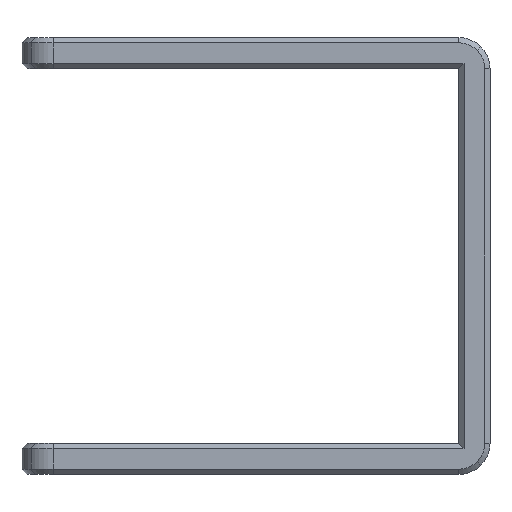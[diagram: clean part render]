
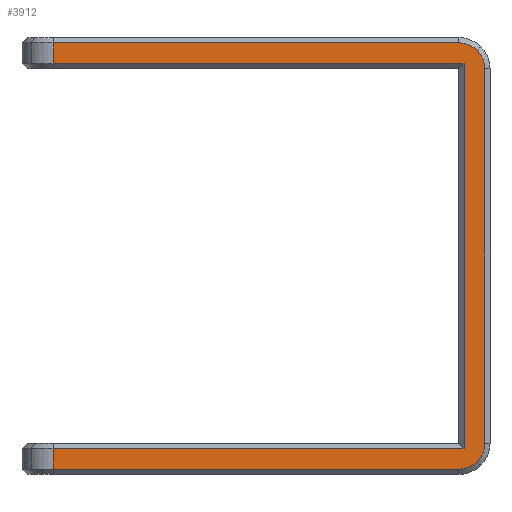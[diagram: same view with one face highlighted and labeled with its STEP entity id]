
A CAD part, left-side view. The second image highlights one B-rep face of the part: STEP entity #3912.
In plain terms, the highlighted planar face has unit normal (-1, 0, 0).
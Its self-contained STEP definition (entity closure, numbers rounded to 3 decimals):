
#114 = AXIS2_PLACEMENT_3D ( 'NONE', #2774, #439, #546 ) ;
#242 = LINE ( 'NONE', #1309, #3645 ) ;
#260 = CIRCLE ( 'NONE', #2826, 2.5 ) ;
#285 = VECTOR ( 'NONE', #1266, 1000. ) ;
#439 = DIRECTION ( 'NONE',  ( 1., 0., 0. ) ) ;
#449 = LINE ( 'NONE', #2721, #1991 ) ;
#546 = DIRECTION ( 'NONE',  ( 0., -0.707, -0.707 ) ) ;
#583 = EDGE_CURVE ( 'NONE', #4670, #930, #260, .T. ) ;
#614 = ORIENTED_EDGE ( 'NONE', *, *, #4195, .F. ) ;
#647 = DIRECTION ( 'NONE',  ( 0., -0.707, 0.707 ) ) ;
#829 = FACE_OUTER_BOUND ( 'NONE', #4375, .T. ) ;
#930 = VERTEX_POINT ( 'NONE', #3963 ) ;
#939 = CIRCLE ( 'NONE', #114, 2.5 ) ;
#1072 = CARTESIAN_POINT ( 'NONE',  ( 0., 39., 39.5 ) ) ;
#1245 = EDGE_CURVE ( 'NONE', #2053, #6267, #449, .T. ) ;
#1266 = DIRECTION ( 'NONE',  ( 0., -1., 0. ) ) ;
#1309 = CARTESIAN_POINT ( 'NONE',  ( 0., 31.5, 0.5 ) ) ;
#1359 = EDGE_CURVE ( 'NONE', #5798, #5673, #2856, .T. ) ;
#1376 = DIRECTION ( 'NONE',  ( 0., 0., 1. ) ) ;
#1612 = VERTEX_POINT ( 'NONE', #5483 ) ;
#1801 = CARTESIAN_POINT ( 'NONE',  ( 0., 39., 0. ) ) ;
#1816 = ORIENTED_EDGE ( 'NONE', *, *, #6061, .F. ) ;
#1820 = DIRECTION ( 'NONE',  ( 0., 1., 0. ) ) ;
#1950 = ORIENTED_EDGE ( 'NONE', *, *, #1359, .F. ) ;
#1971 = CARTESIAN_POINT ( 'NONE',  ( 0., -1.768, 1.232 ) ) ;
#1991 = VECTOR ( 'NONE', #4366, 1000. ) ;
#2053 = VERTEX_POINT ( 'NONE', #3826 ) ;
#2305 = VERTEX_POINT ( 'NONE', #6966 ) ;
#2312 = LINE ( 'NONE', #1801, #3255 ) ;
#2384 = ORIENTED_EDGE ( 'NONE', *, *, #7184, .F. ) ;
#2403 = CARTESIAN_POINT ( 'NONE',  ( 0., 31.5, 2.5 ) ) ;
#2640 = CARTESIAN_POINT ( 'NONE',  ( 0., 39., 2.5 ) ) ;
#2686 = ORIENTED_EDGE ( 'NONE', *, *, #3929, .F. ) ;
#2718 = DIRECTION ( 'NONE',  ( 0., 0., 1. ) ) ;
#2721 = CARTESIAN_POINT ( 'NONE',  ( 0., -2.5, 0. ) ) ;
#2774 = CARTESIAN_POINT ( 'NONE',  ( 0., 0., 3. ) ) ;
#2826 = AXIS2_PLACEMENT_3D ( 'NONE', #3681, #4817, #5911 ) ;
#2850 = CIRCLE ( 'NONE', #4842, 2.5 ) ;
#2856 = LINE ( 'NONE', #5051, #3040 ) ;
#2907 = CARTESIAN_POINT ( 'NONE',  ( 0., 39., 41.5 ) ) ;
#2931 = VERTEX_POINT ( 'NONE', #2640 ) ;
#3007 = CARTESIAN_POINT ( 'NONE',  ( 0., 21., 41.5 ) ) ;
#3040 = VECTOR ( 'NONE', #3489, 1000. ) ;
#3255 = VECTOR ( 'NONE', #4065, 1000. ) ;
#3256 = EDGE_CURVE ( 'NONE', #5673, #4934, #3800, .T. ) ;
#3289 = CARTESIAN_POINT ( 'NONE',  ( 0., 39., 20.25 ) ) ;
#3347 = CARTESIAN_POINT ( 'NONE',  ( 0., -1.768, 40.768 ) ) ;
#3369 = CARTESIAN_POINT ( 'NONE',  ( 0., -0.5, 1.5 ) ) ;
#3489 = DIRECTION ( 'NONE',  ( 0., 1., 0. ) ) ;
#3560 = CIRCLE ( 'NONE', #4138, 2.5 ) ;
#3569 = ORIENTED_EDGE ( 'NONE', *, *, #3256, .F. ) ;
#3645 = VECTOR ( 'NONE', #1820, 1000. ) ;
#3681 = CARTESIAN_POINT ( 'NONE',  ( 0., 0., 3. ) ) ;
#3723 = DIRECTION ( 'NONE',  ( 0., 0., 1. ) ) ;
#3800 = LINE ( 'NONE', #3289, #5634 ) ;
#3813 = ORIENTED_EDGE ( 'NONE', *, *, #583, .F. ) ;
#3826 = CARTESIAN_POINT ( 'NONE',  ( 0., -2.5, 39. ) ) ;
#3851 = DIRECTION ( 'NONE',  ( 0., -0.707, 0.707 ) ) ;
#3912 = ADVANCED_FACE ( 'NONE', ( #829 ), #4739, .T. ) ;
#3929 = EDGE_CURVE ( 'NONE', #930, #1612, #242, .T. ) ;
#3963 = CARTESIAN_POINT ( 'NONE',  ( 0., 0., 0.5 ) ) ;
#4030 = LINE ( 'NONE', #3007, #6069 ) ;
#4065 = DIRECTION ( 'NONE',  ( 0., 0., 1. ) ) ;
#4138 = AXIS2_PLACEMENT_3D ( 'NONE', #5651, #4598, #647 ) ;
#4159 = VERTEX_POINT ( 'NONE', #3347 ) ;
#4195 = EDGE_CURVE ( 'NONE', #4159, #2053, #2850, .T. ) ;
#4206 = VECTOR ( 'NONE', #2718, 1000. ) ;
#4366 = DIRECTION ( 'NONE',  ( 0., 0., -1. ) ) ;
#4375 = EDGE_LOOP ( 'NONE', ( #1950, #6855, #6709, #2384, #2686, #3813, #1816, #6356, #614, #5297, #6977, #3569 ) ) ;
#4598 = DIRECTION ( 'NONE',  ( 1., 0., 0. ) ) ;
#4670 = VERTEX_POINT ( 'NONE', #1971 ) ;
#4695 = AXIS2_PLACEMENT_3D ( 'NONE', #6961, #5245, #1376 ) ;
#4739 = PLANE ( 'NONE',  #4695 ) ;
#4817 = DIRECTION ( 'NONE',  ( 1., 0., 0. ) ) ;
#4842 = AXIS2_PLACEMENT_3D ( 'NONE', #7209, #5643, #3851 ) ;
#4934 = VERTEX_POINT ( 'NONE', #2907 ) ;
#5001 = EDGE_CURVE ( 'NONE', #2931, #2305, #5210, .T. ) ;
#5028 = EDGE_CURVE ( 'NONE', #7000, #4159, #3560, .T. ) ;
#5051 = CARTESIAN_POINT ( 'NONE',  ( 0., 21., 39.5 ) ) ;
#5194 = CARTESIAN_POINT ( 'NONE',  ( 0., -0.5, 39.5 ) ) ;
#5210 = LINE ( 'NONE', #2403, #285 ) ;
#5245 = DIRECTION ( 'NONE',  ( -1., 0., 0. ) ) ;
#5297 = ORIENTED_EDGE ( 'NONE', *, *, #5028, .F. ) ;
#5483 = CARTESIAN_POINT ( 'NONE',  ( 0., 39., 0.5 ) ) ;
#5492 = LINE ( 'NONE', #3369, #4206 ) ;
#5634 = VECTOR ( 'NONE', #3723, 1000. ) ;
#5643 = DIRECTION ( 'NONE',  ( 1., 0., 0. ) ) ;
#5651 = CARTESIAN_POINT ( 'NONE',  ( 0., 0., 39. ) ) ;
#5673 = VERTEX_POINT ( 'NONE', #1072 ) ;
#5798 = VERTEX_POINT ( 'NONE', #5194 ) ;
#5911 = DIRECTION ( 'NONE',  ( 0., -0.707, -0.707 ) ) ;
#6061 = EDGE_CURVE ( 'NONE', #6267, #4670, #939, .T. ) ;
#6069 = VECTOR ( 'NONE', #6182, 1000. ) ;
#6182 = DIRECTION ( 'NONE',  ( 0., -1., 0. ) ) ;
#6267 = VERTEX_POINT ( 'NONE', #6971 ) ;
#6356 = ORIENTED_EDGE ( 'NONE', *, *, #1245, .F. ) ;
#6588 = CARTESIAN_POINT ( 'NONE',  ( 0., 0., 41.5 ) ) ;
#6709 = ORIENTED_EDGE ( 'NONE', *, *, #5001, .F. ) ;
#6855 = ORIENTED_EDGE ( 'NONE', *, *, #6891, .F. ) ;
#6891 = EDGE_CURVE ( 'NONE', #2305, #5798, #5492, .T. ) ;
#6961 = CARTESIAN_POINT ( 'NONE',  ( 0., 42., 0. ) ) ;
#6966 = CARTESIAN_POINT ( 'NONE',  ( 0., -0.5, 2.5 ) ) ;
#6971 = CARTESIAN_POINT ( 'NONE',  ( 0., -2.5, 3. ) ) ;
#6977 = ORIENTED_EDGE ( 'NONE', *, *, #7063, .F. ) ;
#7000 = VERTEX_POINT ( 'NONE', #6588 ) ;
#7063 = EDGE_CURVE ( 'NONE', #4934, #7000, #4030, .T. ) ;
#7184 = EDGE_CURVE ( 'NONE', #1612, #2931, #2312, .T. ) ;
#7209 = CARTESIAN_POINT ( 'NONE',  ( 0., 0., 39. ) ) ;
